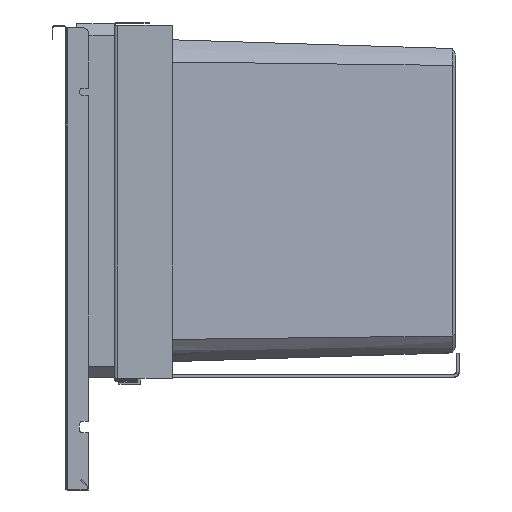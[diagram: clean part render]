
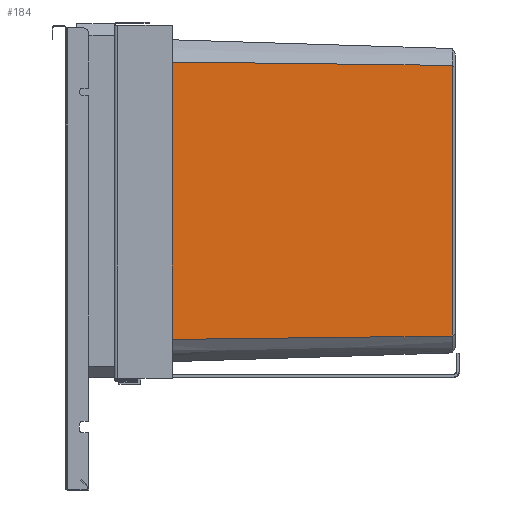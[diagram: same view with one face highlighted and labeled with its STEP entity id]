
A CAD part, left-side view. The second image highlights one B-rep face of the part: STEP entity #184.
In plain terms, the highlighted planar face has unit normal (-1, -0.031, 0).
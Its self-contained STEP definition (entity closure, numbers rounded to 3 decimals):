
#184=ADVANCED_FACE('7144',(#849),#850,.T.);
#849=FACE_OUTER_BOUND('',#2199,.T.);
#850=PLANE('',#2200);
#2199=EDGE_LOOP('',(#4128,#4129,#4130,#4131));
#2200=AXIS2_PLACEMENT_3D('',#4132,#4133,#4134);
#4128=ORIENTED_EDGE('',*,*,#8748,.T.);
#4129=ORIENTED_EDGE('',*,*,#8749,.F.);
#4130=ORIENTED_EDGE('',*,*,#8750,.F.);
#4131=ORIENTED_EDGE('',*,*,#8737,.F.);
#4132=CARTESIAN_POINT('',(-193.299,-130.469,-153.5));
#4133=DIRECTION('',(-1.,-0.031,0.0));
#4134=DIRECTION('',(0.031,-1.,0.0));
#8737=EDGE_CURVE('37883',#10325,#10327,#10328,.T.);
#8748=EDGE_CURVE('37902',#10325,#10344,#10346,.T.);
#8749=EDGE_CURVE('7267',#10161,#10344,#10347,.T.);
#8750=EDGE_CURVE('37903',#10327,#10161,#10348,.T.);
#10161=VERTEX_POINT('',#12604);
#10325=VERTEX_POINT('',#12973);
#10327=VERTEX_POINT('',#12985);
#10328=LINE('',#12986,#12987);
#10344=VERTEX_POINT('',#13047);
#10346=B_SPLINE_CURVE_WITH_KNOTS('',3,(#13049,#13050,#13051,#13052,#13053,#13054),.UNSPECIFIED.,.F.,.F.,(4,1,1,4),(0.0,0.333,0.667,1.),.UNSPECIFIED.);
#10347=LINE('',#13055,#13056);
#10348=B_SPLINE_CURVE_WITH_KNOTS('',3,(#13057,#13058,#13059,#13060,#13061,#13062),.UNSPECIFIED.,.F.,.F.,(4,1,1,4),(0.0,0.333,0.667,1.0),.UNSPECIFIED.);
#12604=CARTESIAN_POINT('',(-188.316,-290.329,-37.282));
#12973=CARTESIAN_POINT('',(-197.366,0.0,-273.257));
#12985=CARTESIAN_POINT('',(-197.366,0.0,-33.742));
#12986=CARTESIAN_POINT('',(-197.366,0.0,-273.257));
#12987=VECTOR('',#16936,239.515);
#13047=CARTESIAN_POINT('',(-188.316,-290.328,-269.718));
#13049=CARTESIAN_POINT('',(-197.366,0.0,-273.257));
#13050=CARTESIAN_POINT('',(-196.31,-33.871,-272.841));
#13051=CARTESIAN_POINT('',(-194.232,-100.539,-272.024));
#13052=CARTESIAN_POINT('',(-191.212,-197.409,-270.843));
#13053=CARTESIAN_POINT('',(-189.27,-259.723,-270.087));
#13054=CARTESIAN_POINT('',(-188.316,-290.328,-269.718));
#13055=CARTESIAN_POINT('',(-188.316,-290.329,-37.282));
#13056=VECTOR('',#16944,232.435);
#13057=CARTESIAN_POINT('',(-197.366,0.0,-33.742));
#13058=CARTESIAN_POINT('',(-196.31,-33.871,-34.158));
#13059=CARTESIAN_POINT('',(-194.232,-100.538,-34.975));
#13060=CARTESIAN_POINT('',(-191.212,-197.409,-36.157));
#13061=CARTESIAN_POINT('',(-189.27,-259.723,-36.913));
#13062=CARTESIAN_POINT('',(-188.316,-290.329,-37.282));
#16936=DIRECTION('',(0.0,0.0,1.0));
#16944=DIRECTION('',(0.,0.,-1.0));
